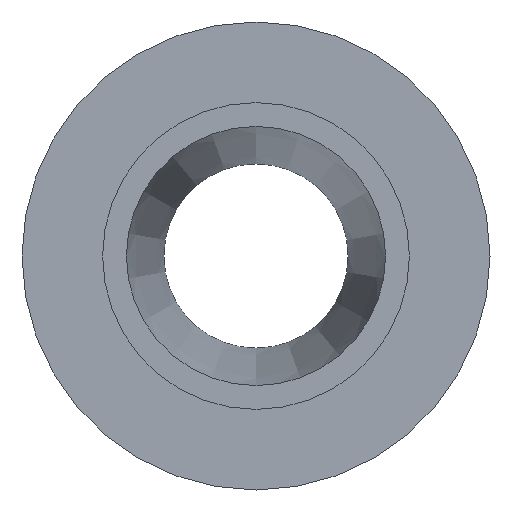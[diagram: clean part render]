
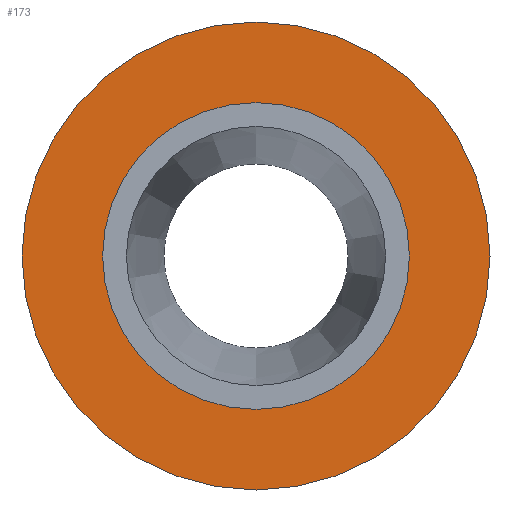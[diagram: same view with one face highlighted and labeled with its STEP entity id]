
A CAD part, left-side view. The second image highlights one B-rep face of the part: STEP entity #173.
In plain terms, the highlighted planar face has unit normal (-1, 0, 0).
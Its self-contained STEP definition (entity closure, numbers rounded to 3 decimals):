
#7 = AXIS2_PLACEMENT_3D ( 'NONE', #309, #101, #146 ) ;
#20 = FACE_BOUND ( 'NONE', #97, .T. ) ;
#30 = ORIENTED_EDGE ( 'NONE', *, *, #142, .F. ) ;
#48 = PLANE ( 'NONE',  #238 ) ;
#66 = ORIENTED_EDGE ( 'NONE', *, *, #85, .F. ) ;
#85 = EDGE_CURVE ( 'NONE', #206, #206, #140, .T. ) ;
#97 = EDGE_LOOP ( 'NONE', ( #66 ) ) ;
#101 = DIRECTION ( 'NONE',  ( -1., 0., 0. ) ) ;
#119 = CARTESIAN_POINT ( 'NONE',  ( 0., 0., 0. ) ) ;
#140 = CIRCLE ( 'NONE', #7, 13.08 ) ;
#142 = EDGE_CURVE ( 'NONE', #278, #278, #212, .T. ) ;
#146 = DIRECTION ( 'NONE',  ( 0., 0., -1. ) ) ;
#147 = EDGE_LOOP ( 'NONE', ( #30 ) ) ;
#173 = ADVANCED_FACE ( 'NONE', ( #20, #298 ), #48, .F. ) ;
#183 = DIRECTION ( 'NONE',  ( 0., 0., -1. ) ) ;
#206 = VERTEX_POINT ( 'NONE', #323 ) ;
#210 = DIRECTION ( 'NONE',  ( 1., 0., 0. ) ) ;
#212 = CIRCLE ( 'NONE', #216, 19.95 ) ;
#213 = CARTESIAN_POINT ( 'NONE',  ( 0., 0., 0. ) ) ;
#216 = AXIS2_PLACEMENT_3D ( 'NONE', #119, #308, #283 ) ;
#238 = AXIS2_PLACEMENT_3D ( 'NONE', #213, #210, #183 ) ;
#278 = VERTEX_POINT ( 'NONE', #324 ) ;
#283 = DIRECTION ( 'NONE',  ( 0., 0., -1. ) ) ;
#298 = FACE_OUTER_BOUND ( 'NONE', #147, .T. ) ;
#308 = DIRECTION ( 'NONE',  ( 1., 0., 0. ) ) ;
#309 = CARTESIAN_POINT ( 'NONE',  ( 0., 0., 0. ) ) ;
#323 = CARTESIAN_POINT ( 'NONE',  ( 0., 0., -13.08 ) ) ;
#324 = CARTESIAN_POINT ( 'NONE',  ( 0., 0., -19.95 ) ) ;
